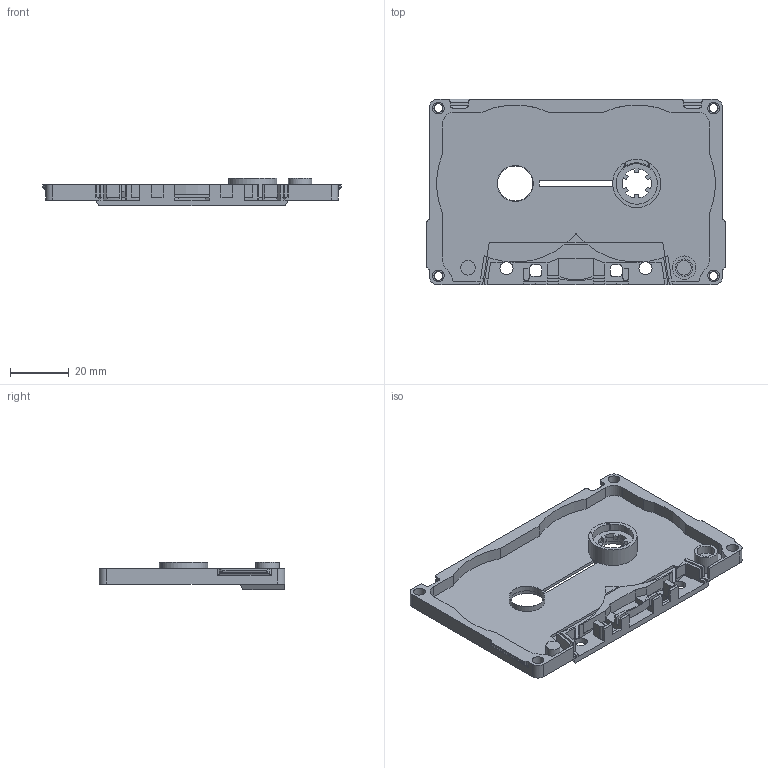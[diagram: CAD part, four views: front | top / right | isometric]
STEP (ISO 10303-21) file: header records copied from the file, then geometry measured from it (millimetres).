
FILE_DESCRIPTION(/* description */ ('STEP AP242','CAx-IF Rec.Pracs.---Representation and Presentation of Product Manufacturing Information (PMI)---4.0---2014-10-13','CAx-IF Rec.Pracs.---3D Tessellated Geometry---0.4---2014-09-14','2;1'),/* implementation_level */ '2;1');
FILE_NAME(/* name */ '6606ca08cdb5351537e4667a',/* time_stamp */ '2024-03-29T14:02:49Z',/* author */ (''),/* organization */ (''),/* preprocessor_version */ 'ST-DEVELOPER v19.4',/* originating_system */ ' ',/* authorisation */ ' ');
FILE_SCHEMA (('AP242_MANAGED_MODEL_BASED_3D_ENGINEERING_MIM_LF { 1 0 10303 442 1 1 4 }'));
Length unit declared in the file: metre
Products named in the file (5): Roller; Spool; Plug; Interface; Base
Bounding box: 102 x 63.31 x 9.5 mm (x, y, z)
Volume: 12155.4 mm3; surface area: 18694.9 mm2
Topology: 5 solids, 5 shells, 261 faces, 713 edges, 467 vertices
Faces by surface type: plane 168, cylinder 89, cone 4
Full cylindrical faces by diameter (mm): 4 x4, 4.5 x2, 5 x2, 6 x1, 8 x1, 12 x2, 12.3 x2
Entity records: 8313 total; most frequent: CARTESIAN_POINT 1426, DIRECTION 1400, ORIENTED_EDGE 1388, EDGE_CURVE 694, LINE 520, VECTOR 520, VERTEX_POINT 466, AXIS2_PLACEMENT_3D 440
